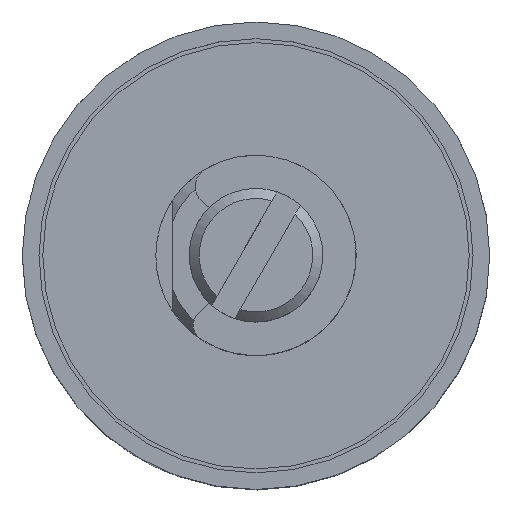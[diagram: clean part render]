
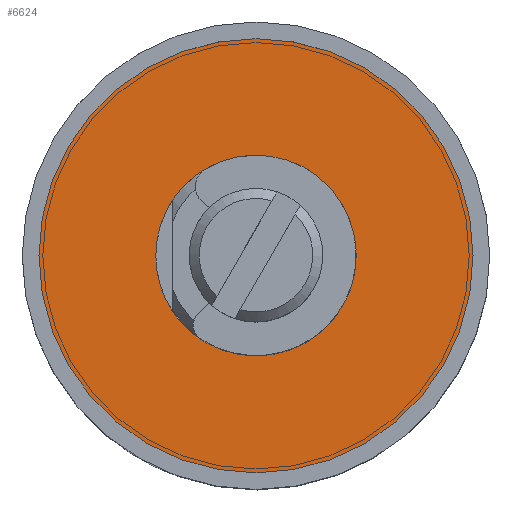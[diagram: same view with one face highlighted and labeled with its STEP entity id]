
A CAD part, top view. The second image highlights one B-rep face of the part: STEP entity #6624.
In plain terms, the highlighted planar face has unit normal (0, 0, 1).
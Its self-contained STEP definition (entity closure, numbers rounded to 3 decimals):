
#907 = AXIS2_PLACEMENT_3D ( 'NONE', #1356, #4376, #6171 ) ;
#1060 = DIRECTION ( 'NONE',  ( 0., 0., 1. ) ) ;
#1356 = CARTESIAN_POINT ( 'NONE',  ( 0., 0., 0.5 ) ) ;
#1576 = DIRECTION ( 'NONE',  ( 1., 0., 0. ) ) ;
#1646 = VERTEX_POINT ( 'NONE', #7181 ) ;
#1759 = CARTESIAN_POINT ( 'NONE',  ( -3., 0., 0.5 ) ) ;
#2512 = FACE_BOUND ( 'NONE', #6456, .T. ) ;
#2862 = DIRECTION ( 'NONE',  ( 1., 0., 0. ) ) ;
#3503 = AXIS2_PLACEMENT_3D ( 'NONE', #3972, #7593, #1576 ) ;
#3972 = CARTESIAN_POINT ( 'NONE',  ( 0., 0., 0.5 ) ) ;
#4353 = EDGE_CURVE ( 'NONE', #5741, #5741, #5216, .T. ) ;
#4376 = DIRECTION ( 'NONE',  ( 0., 0., -1. ) ) ;
#4611 = EDGE_LOOP ( 'NONE', ( #5610 ) ) ;
#4644 = EDGE_CURVE ( 'NONE', #1646, #1646, #7740, .T. ) ;
#4683 = CARTESIAN_POINT ( 'NONE',  ( 3., 0., 0.5 ) ) ;
#5216 = CIRCLE ( 'NONE', #907, 3. ) ;
#5263 = PLANE ( 'NONE',  #6059 ) ;
#5610 = ORIENTED_EDGE ( 'NONE', *, *, #4644, .T. ) ;
#5741 = VERTEX_POINT ( 'NONE', #1759 ) ;
#6059 = AXIS2_PLACEMENT_3D ( 'NONE', #4683, #1060, #2862 ) ;
#6171 = DIRECTION ( 'NONE',  ( -1., 0., 0. ) ) ;
#6456 = EDGE_LOOP ( 'NONE', ( #6712 ) ) ;
#6624 = ADVANCED_FACE ( 'NONE', ( #2512, #7797 ), #5263, .T. ) ;
#6712 = ORIENTED_EDGE ( 'NONE', *, *, #4353, .T. ) ;
#7181 = CARTESIAN_POINT ( 'NONE',  ( 6.5, 0., 0.5 ) ) ;
#7593 = DIRECTION ( 'NONE',  ( 0., 0., 1. ) ) ;
#7740 = CIRCLE ( 'NONE', #3503, 6.5 ) ;
#7797 = FACE_OUTER_BOUND ( 'NONE', #4611, .T. ) ;
